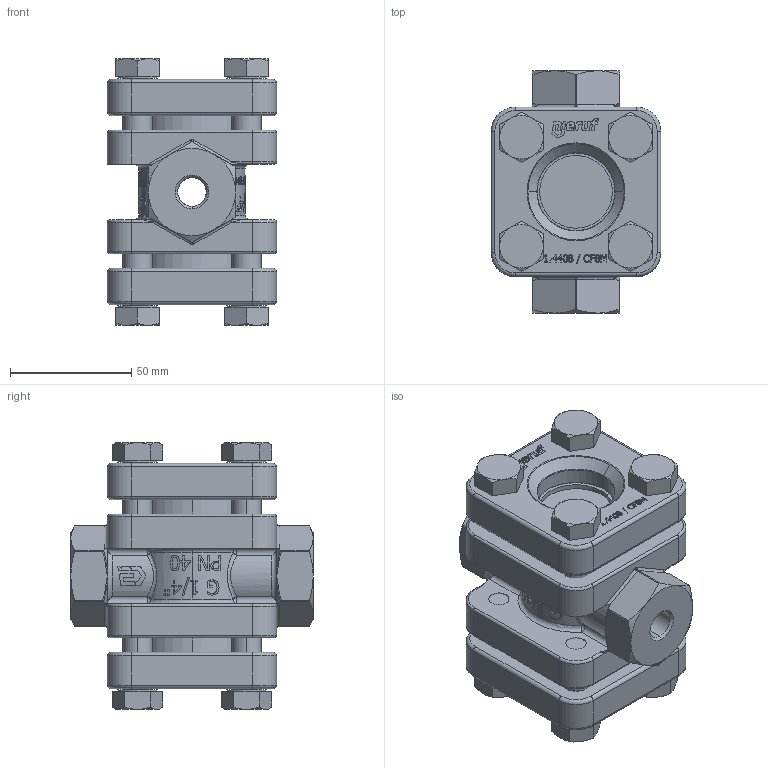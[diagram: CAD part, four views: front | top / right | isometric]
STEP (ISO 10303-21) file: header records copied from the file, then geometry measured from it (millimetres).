
FILE_DESCRIPTION (( 'STEP AP214' ), '1' );
FILE_NAME ('GS03_1-4_Durchfluss-Schauglas_Dummy.STEP', '2020-02-18T11:05:26', ( '' ), ( '' ), 'SwSTEP 2.0', 'SolidWorks 2020', '' );
FILE_SCHEMA (( 'AUTOMOTIVE_DESIGN' ));
Length unit declared in the file: millimetre
Products named in the file (1): GS03_1-4_Durchfluss-Schauglas_Dummy
Bounding box: 70 x 100 x 110 mm (x, y, z)
Surface area: 104942.8 mm2 (no closed solid volume)
Topology: 0 solids, 18 shells, 1647 faces, 4193 edges, 2698 vertices
Faces by surface type: plane 793, cylinder 349, bspline 279, cone 124, torus 94, sphere 8
Entity records: 80853 total; most frequent: CARTESIAN_POINT 24518, ORIENTED_EDGE 8366, DIRECTION 7071, EDGE_CURVE 4185, VERTEX_POINT 2698, AXIS2_PLACEMENT_3D 2404, LINE 2263, VECTOR 2263
